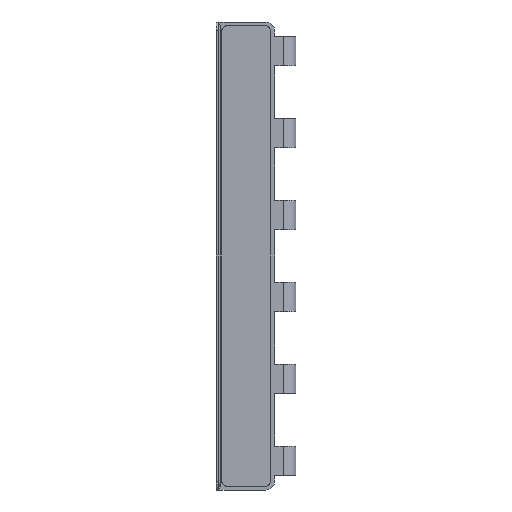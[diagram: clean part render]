
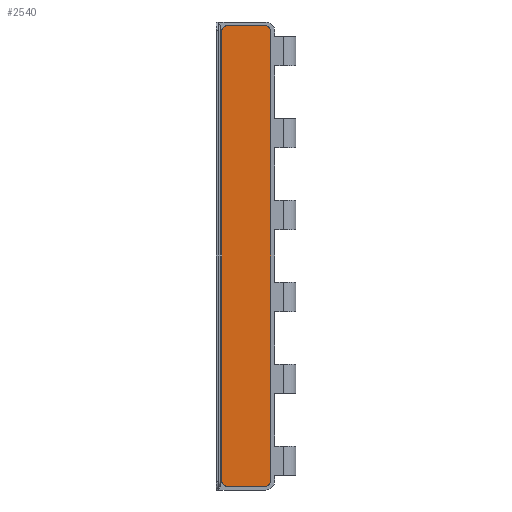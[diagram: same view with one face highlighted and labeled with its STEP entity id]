
A CAD part, left-side view. The second image highlights one B-rep face of the part: STEP entity #2540.
In plain terms, the highlighted planar face has unit normal (-1, 0, 0).
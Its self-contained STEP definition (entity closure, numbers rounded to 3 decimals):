
#120=CARTESIAN_POINT('',(-1.,35.5,-198.));
#130=VERTEX_POINT('',#120);
#160=CARTESIAN_POINT('',(-1.,13.,-198.));
#170=DIRECTION('',(0.,1.,0.));
#180=VECTOR('',#170,1.);
#190=LINE('',#160,#180);
#200=CARTESIAN_POINT('',(-1.,15.5,-198.));
#210=VERTEX_POINT('',#200);
#220=EDGE_CURVE('',#210,#130,#190,.T.);
#560=CARTESIAN_POINT('',(-1.,15.5,-195.5));
#570=DIRECTION('',(1.,0.,0.));
#580=DIRECTION('',(0.,0.,-1.));
#590=AXIS2_PLACEMENT_3D('',#560,#570,#580);
#600=CIRCLE('',#590,2.5);
#610=CARTESIAN_POINT('',(-1.,13.,-195.5));
#620=VERTEX_POINT('',#610);
#630=EDGE_CURVE('',#620,#210,#600,.T.);
#790=CARTESIAN_POINT('',(-1.,13.,164.));
#800=DIRECTION('',(0.,0.,-1.));
#810=VECTOR('',#800,1.);
#820=LINE('',#790,#810);
#830=CARTESIAN_POINT('',(-1.,13.,35.5));
#840=VERTEX_POINT('',#830);
#850=EDGE_CURVE('',#840,#620,#820,.T.);
#1240=CARTESIAN_POINT('',(-1.,15.5,38.));
#1250=VERTEX_POINT('',#1240);
#1280=CARTESIAN_POINT('',(-1.,37.8,38.));
#1290=DIRECTION('',(0.,-1.,0.));
#1300=VECTOR('',#1290,1.);
#1310=LINE('',#1280,#1300);
#1320=CARTESIAN_POINT('',(-1.,35.5,38.));
#1330=VERTEX_POINT('',#1320);
#1340=EDGE_CURVE('',#1330,#1250,#1310,.T.);
#1500=CARTESIAN_POINT('',(-1.,35.5,35.5));
#1510=DIRECTION('',(-1.,0.,0.));
#1520=DIRECTION('',(0.,0.,1.));
#1530=AXIS2_PLACEMENT_3D('',#1500,#1510,#1520);
#1540=CIRCLE('',#1530,2.5);
#1550=CARTESIAN_POINT('',(-1.,38.,35.5));
#1560=VERTEX_POINT('',#1550);
#1570=EDGE_CURVE('',#1330,#1560,#1540,.T.);
#1830=CARTESIAN_POINT('',(-1.,15.5,35.5));
#1840=DIRECTION('',(-1.,0.,0.));
#1850=DIRECTION('',(0.,0.,1.));
#1860=AXIS2_PLACEMENT_3D('',#1830,#1840,#1850);
#1870=CIRCLE('',#1860,2.5);
#1880=EDGE_CURVE('',#840,#1250,#1870,.T.);
#2160=CARTESIAN_POINT('',(-1.,38.,-324.));
#2170=DIRECTION('',(0.,0.,1.));
#2180=VECTOR('',#2170,1.);
#2190=LINE('',#2160,#2180);
#2200=CARTESIAN_POINT('',(-1.,38.,-195.5));
#2210=VERTEX_POINT('',#2200);
#2220=EDGE_CURVE('',#2210,#1560,#2190,.T.);
#2330=CARTESIAN_POINT('',(-1.,22.75,-17.));
#2340=DIRECTION('',(-1.,0.,0.));
#2350=DIRECTION('',(0.,0.,1.));
#2360=AXIS2_PLACEMENT_3D('',#2330,#2340,#2350);
#2370=PLANE('',#2360);
#2380=ORIENTED_EDGE('',*,*,#630,.F.);
#2390=ORIENTED_EDGE('',*,*,#220,.F.);
#2400=CARTESIAN_POINT('',(-1.,35.5,-195.5));
#2410=DIRECTION('',(-1.,0.,0.));
#2420=DIRECTION('',(0.,0.,1.));
#2430=AXIS2_PLACEMENT_3D('',#2400,#2410,#2420);
#2440=CIRCLE('',#2430,2.5);
#2450=EDGE_CURVE('',#2210,#130,#2440,.T.);
#2460=ORIENTED_EDGE('',*,*,#2450,.T.);
#2470=ORIENTED_EDGE('',*,*,#2220,.F.);
#2480=ORIENTED_EDGE('',*,*,#1570,.T.);
#2490=ORIENTED_EDGE('',*,*,#1340,.F.);
#2500=ORIENTED_EDGE('',*,*,#1880,.T.);
#2510=ORIENTED_EDGE('',*,*,#850,.F.);
#2520=EDGE_LOOP('',(#2510,#2500,#2490,#2480,#2470,#2460,#2390,#2380));
#2530=FACE_OUTER_BOUND('',#2520,.T.);
#2540=ADVANCED_FACE('',(#2530),#2370,.T.);
